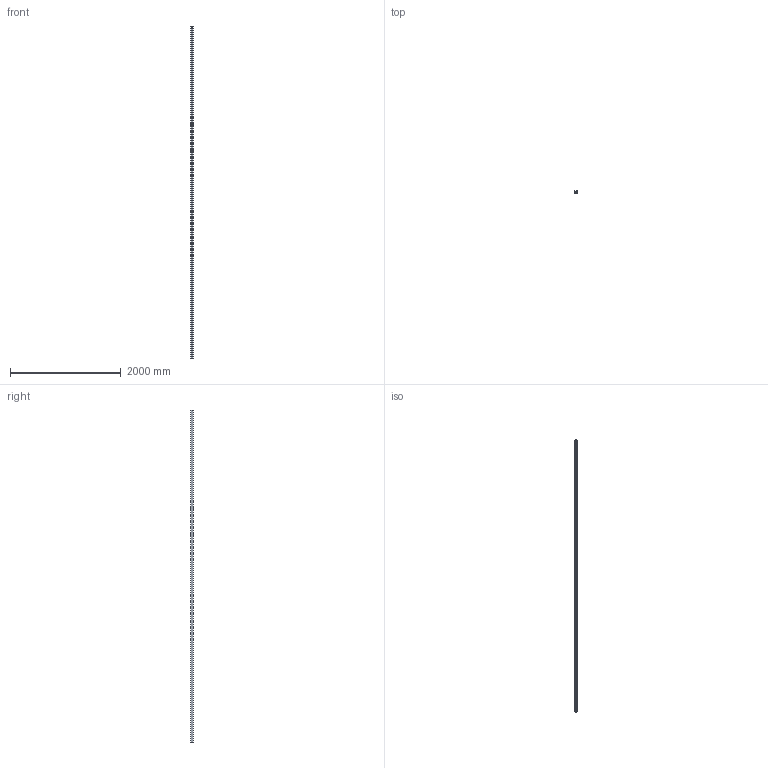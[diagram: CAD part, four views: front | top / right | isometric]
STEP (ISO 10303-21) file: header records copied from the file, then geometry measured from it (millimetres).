
FILE_DESCRIPTION (( 'STEP AP203' ), '1' );
FILE_NAME ('60337-240.STEP', '2019-12-05T11:52:30', ( '' ), ( '' ), 'SwSTEP 2.0', 'SolidWorks 2015', '' );
FILE_SCHEMA (( 'CONFIG_CONTROL_DESIGN' ));
Length unit declared in the file: millimetre
Products named in the file (2): 60337-240
Bounding box: 40 x 40 x 6000 mm (x, y, z)
Volume: 1828271.5 mm3; surface area: 2433206.1 mm2
Topology: 1 solids, 1 shells, 249 faces, 669 edges, 446 vertices
Faces by surface type: plane 134, bspline 109, cylinder 6
Entity records: 13780 total; most frequent: CARTESIAN_POINT 8115, ORIENTED_EDGE 1338, DIRECTION 747, EDGE_CURVE 669, VERTEX_POINT 446, LINE 439, VECTOR 439, EDGE_LOOP 275
